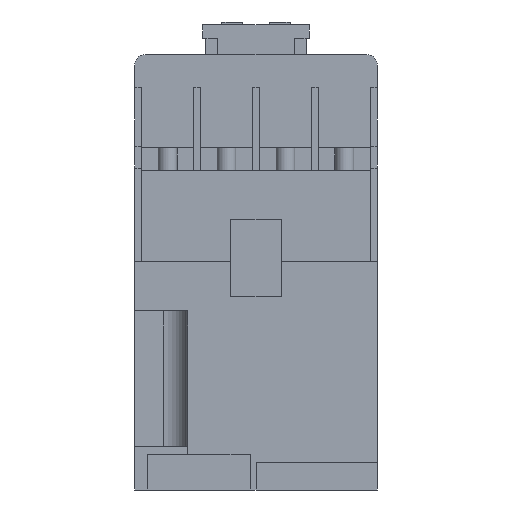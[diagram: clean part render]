
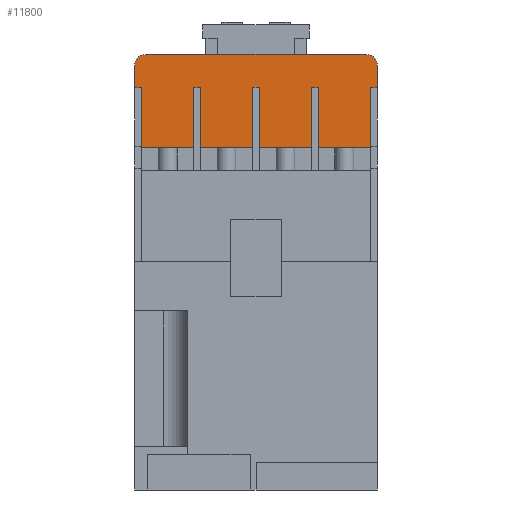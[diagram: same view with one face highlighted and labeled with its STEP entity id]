
A CAD part, front view. The second image highlights one B-rep face of the part: STEP entity #11800.
In plain terms, the highlighted planar face has unit normal (0, -1, 0).
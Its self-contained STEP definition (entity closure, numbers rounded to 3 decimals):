
#9111=CARTESIAN_POINT('V4',(-20.4,-28.5,
   75.5));
#9112=VERTEX_POINT('V4',#9111);
#9119=CARTESIAN_POINT('V6',(20.4,-28.5,
   75.5));
#9120=VERTEX_POINT('V6',#9119);
#9121=CARTESIAN_POINT('E137',(20.4,-28.5,
   75.5));
#9122=DIRECTION('E137',(-1.0,0.0,0.0));
#9123=VECTOR('E137',#9122,40.8);
#9124=LINE('E137',#9121,#9123);
#9125=EDGE_CURVE('E137',#9120,#9112,#9124,.T.);
#9207=CARTESIAN_POINT('V5',(22.4,-28.5,
   73.5));
#9208=VERTEX_POINT('V5',#9207);
#9209=CARTESIAN_POINT('E5',(20.4,-28.5,
   73.5));
#9210=DIRECTION('E5',(0.0,-1.0,0.0));
#9211=DIRECTION('E5',(1.0,0.0,0.0));
#9212=AXIS2_PLACEMENT_3D('E5',#9209,#9210,#9211);
#9213=CIRCLE('E5',#9212,2.);
#9214=EDGE_CURVE('E5',#9208,#9120,#9213,.T.);
#9774=CARTESIAN_POINT('V94',(-21.2,-28.5,
   58.25));
#9775=VERTEX_POINT('V94',#9774);
#9783=CARTESIAN_POINT('V333',(-11.5,
   -28.5,58.25));
#9784=VERTEX_POINT('V333',#9783);
#9791=CARTESIAN_POINT('E448',(-21.2,
   -28.5,58.25));
#9792=DIRECTION('E448',(1.0,0.0,0.0));
#9793=VECTOR('E448',#9792,9.7);
#9794=LINE('E448',#9791,#9793);
#9795=EDGE_CURVE('E448',#9775,#9784,#9794,.T.);
#9849=CARTESIAN_POINT('V357',(-11.5,
   -28.5,69.4));
#9850=VERTEX_POINT('V357',#9849);
#9857=CARTESIAN_POINT('E486',(-11.5,
   -28.5,58.25));
#9858=DIRECTION('E486',(0.0,0.0,1.0));
#9859=VECTOR('E486',#9858,11.15);
#9860=LINE('E486',#9857,#9859);
#9861=EDGE_CURVE('E486',#9784,#9850,#9860,.T.);
#9879=CARTESIAN_POINT('V356',(-10.3,
   -28.5,69.4));
#9880=VERTEX_POINT('V356',#9879);
#9887=CARTESIAN_POINT('E491',(-10.3,
   -28.5,69.4));
#9888=DIRECTION('E491',(-1.0,0.0,0.0));
#9889=VECTOR('E491',#9888,1.2);
#9890=LINE('E491',#9887,#9889);
#9891=EDGE_CURVE('E491',#9880,#9850,#9890,.T.);
#9903=CARTESIAN_POINT('V329',(-10.3,
   -28.5,58.25));
#9904=VERTEX_POINT('V329',#9903);
#9905=CARTESIAN_POINT('E484',(-10.3,
   -28.5,69.4));
#9906=DIRECTION('E484',(0.0,0.0,-1.0));
#9907=VECTOR('E484',#9906,11.15);
#9908=LINE('E484',#9905,#9907);
#9909=EDGE_CURVE('E484',#9880,#9904,#9908,.T.);
#9936=CARTESIAN_POINT('V330',(-0.6,-28.5,
   58.25));
#9937=VERTEX_POINT('V330',#9936);
#9944=CARTESIAN_POINT('E444',(-10.3,
   -28.5,58.25));
#9945=DIRECTION('E444',(1.0,0.0,0.0));
#9946=VECTOR('E444',#9945,9.7);
#9947=LINE('E444',#9944,#9946);
#9948=EDGE_CURVE('E444',#9904,#9937,#9947,.T.);
#10002=CARTESIAN_POINT('V353',(-0.6,
   -28.5,69.4));
#10003=VERTEX_POINT('V353',#10002);
#10010=CARTESIAN_POINT('E478',(-0.6,
   -28.5,58.25));
#10011=DIRECTION('E478',(0.0,0.0,1.0));
#10012=VECTOR('E478',#10011,11.15);
#10013=LINE('E478',#10010,#10012);
#10014=EDGE_CURVE('E478',#9937,#10003,#10013,.T.);
#10032=CARTESIAN_POINT('V352',(0.6,-28.5,
   69.4));
#10033=VERTEX_POINT('V352',#10032);
#10040=CARTESIAN_POINT('E492',(0.6,-28.5,
   69.4));
#10041=DIRECTION('E492',(-1.0,0.0,0.0));
#10042=VECTOR('E492',#10041,1.2);
#10043=LINE('E492',#10040,#10042);
#10044=EDGE_CURVE('E492',#10033,#10003,#10043,.T.);
#10089=CARTESIAN_POINT('V325',(0.6,-28.5,
   58.25));
#10090=VERTEX_POINT('V325',#10089);
#10107=CARTESIAN_POINT('V326',(10.3,
   -28.5,58.25));
#10108=VERTEX_POINT('V326',#10107);
#10115=CARTESIAN_POINT('E440',(0.6,-28.5,
   58.25));
#10116=DIRECTION('E440',(1.0,0.0,0.0));
#10117=VECTOR('E440',#10116,9.7);
#10118=LINE('E440',#10115,#10117);
#10119=EDGE_CURVE('E440',#10090,#10108,#10118,.T.);
#10132=CARTESIAN_POINT('E476',(0.6,-28.5,
   69.4));
#10133=DIRECTION('E476',(0.0,0.0,-1.0));
#10134=VECTOR('E476',#10133,11.15);
#10135=LINE('E476',#10132,#10134);
#10136=EDGE_CURVE('E476',#10033,#10090,#10135,.T.);
#10333=CARTESIAN_POINT('V349',(10.3,
   -28.5,69.4));
#10334=VERTEX_POINT('V349',#10333);
#10341=CARTESIAN_POINT('E470',(10.3,
   -28.5,58.25));
#10342=DIRECTION('E470',(0.0,0.0,1.0));
#10343=VECTOR('E470',#10342,11.15);
#10344=LINE('E470',#10341,#10343);
#10345=EDGE_CURVE('E470',#10108,#10334,#10344,.T.);
#10358=CARTESIAN_POINT('V348',(11.5,
   -28.5,69.4));
#10359=VERTEX_POINT('V348',#10358);
#10366=CARTESIAN_POINT('E493',(11.5,
   -28.5,69.4));
#10367=DIRECTION('E493',(-1.0,0.0,0.0));
#10368=VECTOR('E493',#10367,1.2);
#10369=LINE('E493',#10366,#10368);
#10370=EDGE_CURVE('E493',#10359,#10334,#10369,.T.);
#10382=CARTESIAN_POINT('V323',(11.5,
   -28.5,58.25));
#10383=VERTEX_POINT('V323',#10382);
#10384=CARTESIAN_POINT('E468',(11.5,
   -28.5,69.4));
#10385=DIRECTION('E468',(0.0,0.0,-1.0));
#10386=VECTOR('E468',#10385,11.15);
#10387=LINE('E468',#10384,#10386);
#10388=EDGE_CURVE('E468',#10359,#10383,#10387,.T.);
#10410=CARTESIAN_POINT('V103',(21.2,
   -28.5,58.25));
#10411=VERTEX_POINT('V103',#10410);
#10418=CARTESIAN_POINT('E437',(11.5,
   -28.5,58.25));
#10419=DIRECTION('E437',(1.0,0.0,0.0));
#10420=VECTOR('E437',#10419,9.7);
#10421=LINE('E437',#10418,#10420);
#10422=EDGE_CURVE('E437',#10383,#10411,#10421,.T.);
#10435=CARTESIAN_POINT('V104',(21.2,
   -28.5,69.4));
#10436=VERTEX_POINT('V104',#10435);
#10453=CARTESIAN_POINT('V360',(22.4,
   -28.5,69.4));
#10454=VERTEX_POINT('V360',#10453);
#10461=CARTESIAN_POINT('E494',(22.4,
   -28.5,69.4));
#10462=DIRECTION('E494',(-1.0,0.0,0.0));
#10463=VECTOR('E494',#10462,1.2);
#10464=LINE('E494',#10461,#10463);
#10465=EDGE_CURVE('E494',#10454,#10436,#10464,.T.);
#10632=CARTESIAN_POINT('E135',(21.2,
   -28.5,58.25));
#10633=DIRECTION('E135',(0.0,0.0,1.0));
#10634=VECTOR('E135',#10633,11.15);
#10635=LINE('E135',#10632,#10634);
#10636=EDGE_CURVE('E135',#10411,#10436,#10635,.T.);
#11710=CARTESIAN_POINT('V93',(-21.2,
   -28.5,69.4));
#11711=VERTEX_POINT('V93',#11710);
#11712=CARTESIAN_POINT('E124',(-21.2,
   -28.5,69.4));
#11713=DIRECTION('E124',(0.0,0.0,-1.0));
#11714=VECTOR('E124',#11713,11.15);
#11715=LINE('E124',#11712,#11714);
#11716=EDGE_CURVE('E124',#11711,#9775,#11715,.T.);
#11735=CARTESIAN_POINT('V359',(-22.4,
   -28.5,69.4));
#11736=VERTEX_POINT('V359',#11735);
#11737=CARTESIAN_POINT('E490',(-21.2,
   -28.5,69.4));
#11738=DIRECTION('E490',(-1.0,0.0,0.0));
#11739=VECTOR('E490',#11738,1.2);
#11740=LINE('E490',#11737,#11739);
#11741=EDGE_CURVE('E490',#11711,#11736,#11740,.T.);
#11753=CARTESIAN_POINT('F147',(-22.5,
   -28.5,53.95));
#11754=DIRECTION('F147',(0.0,-1.0,0.0));
#11755=DIRECTION('F147',(1.0,0.0,0.0));
#11756=AXIS2_PLACEMENT_3D('F147',#11753,#11754,#11755);
#11757=PLANE('F147',#11756);
#11758=CARTESIAN_POINT('V3',(-22.4,-28.5,
   73.5));
#11759=VERTEX_POINT('V3',#11758);
#11760=CARTESIAN_POINT('E3',(-20.4,-28.5,
   73.5));
#11761=DIRECTION('E3',(0.0,-1.0,0.0));
#11762=DIRECTION('E3',(0.0,0.0,1.0));
#11763=AXIS2_PLACEMENT_3D('E3',#11760,#11761,#11762);
#11764=CIRCLE('E3',#11763,2.);
#11765=EDGE_CURVE('E3',#9112,#11759,#11764,.T.);
#11766=ORIENTED_EDGE('E3',*,*,#11765,.T.);
#11767=CARTESIAN_POINT('E489',(-22.4,
   -28.5,73.5));
#11768=DIRECTION('E489',(0.0,0.0,-1.0));
#11769=VECTOR('E489',#11768,4.1);
#11770=LINE('E489',#11767,#11769);
#11771=EDGE_CURVE('E489',#11759,#11736,#11770,.T.);
#11772=ORIENTED_EDGE('E489',*,*,#11771,.T.);
#11773=ORIENTED_EDGE('E490',*,*,#11741,.F.);
#11774=ORIENTED_EDGE('E124',*,*,#11716,.T.);
#11775=ORIENTED_EDGE('F136',*,*,#9795,.T.);
#11776=ORIENTED_EDGE('E486',*,*,#9861,.T.);
#11777=ORIENTED_EDGE('E491',*,*,#9891,.F.);
#11778=ORIENTED_EDGE('E484',*,*,#9909,.T.);
#11779=ORIENTED_EDGE('F135',*,*,#9948,.T.);
#11780=ORIENTED_EDGE('E478',*,*,#10014,.T.);
#11781=ORIENTED_EDGE('E492',*,*,#10044,.F.);
#11782=ORIENTED_EDGE('E476',*,*,#10136,.T.);
#11783=ORIENTED_EDGE('F134',*,*,#10119,.T.);
#11784=ORIENTED_EDGE('E470',*,*,#10345,.T.);
#11785=ORIENTED_EDGE('E493',*,*,#10370,.F.);
#11786=ORIENTED_EDGE('E468',*,*,#10388,.T.);
#11787=ORIENTED_EDGE('F133',*,*,#10422,.T.);
#11788=ORIENTED_EDGE('E135',*,*,#10636,.T.);
#11789=ORIENTED_EDGE('F161',*,*,#10465,.F.);
#11790=CARTESIAN_POINT('E495',(22.4,
   -28.5,69.4));
#11791=DIRECTION('E495',(0.0,0.0,1.0));
#11792=VECTOR('E495',#11791,4.1);
#11793=LINE('E495',#11790,#11792);
#11794=EDGE_CURVE('E495',#10454,#9208,#11793,.T.);
#11795=ORIENTED_EDGE('E495',*,*,#11794,.T.);
#11796=ORIENTED_EDGE('E5',*,*,#9214,.T.);
#11797=ORIENTED_EDGE('E137',*,*,#9125,.T.);
#11798=EDGE_LOOP('F147',(#11766,#11772,#11773,#11774,#11775,#11776,
   #11777,#11778,#11779,#11780,#11781,#11782,#11783,#11784,#11785,
   #11786,#11787,#11788,#11789,#11795,#11796,#11797));
#11799=FACE_OUTER_BOUND('F147',#11798,.T.);
#11800=ADVANCED_FACE('F147',(#11799),#11757,.T.);
